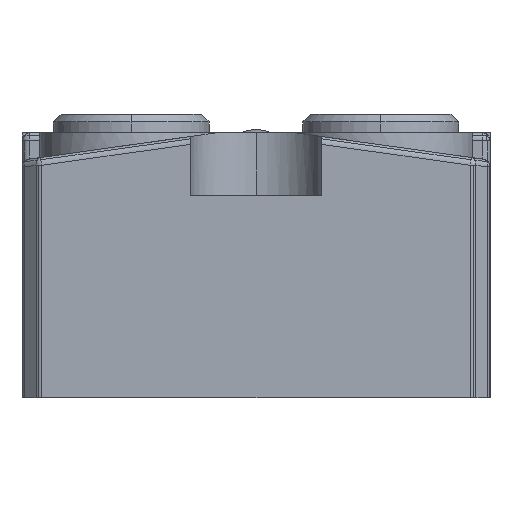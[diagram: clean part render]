
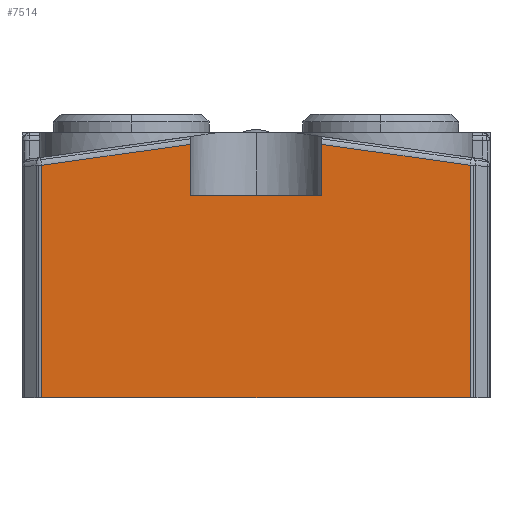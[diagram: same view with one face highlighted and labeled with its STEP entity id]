
A CAD part, front view. The second image highlights one B-rep face of the part: STEP entity #7514.
In plain terms, the highlighted planar face has unit normal (0, -1, 0).
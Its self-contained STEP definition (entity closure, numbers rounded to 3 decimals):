
#7462=AXIS2_PLACEMENT_3D('Plane Axis2P3D',#7459,#7460,#7461) ;
#3482=CARTESIAN_POINT('Vertex',(28.743,0.,0.)) ;
#3485=CARTESIAN_POINT('Line Origine',(15.,0.,0.)) ;
#3489=CARTESIAN_POINT('Vertex',(1.257,0.,0.)) ;
#7444=CARTESIAN_POINT('Vertex',(28.743,0.,14.915)) ;
#7447=CARTESIAN_POINT('Line Origine',(28.743,0.,0.)) ;
#7459=CARTESIAN_POINT('Axis2P3D Location',(30.,0.,0.)) ;
#7464=CARTESIAN_POINT('Line Origine',(6.029,0.,15.586)) ;
#7468=CARTESIAN_POINT('Vertex',(1.257,0.,14.915)) ;
#7470=CARTESIAN_POINT('Vertex',(10.8,0.,16.256)) ;
#7473=CARTESIAN_POINT('Line Origine',(1.257,0.,7.458)) ;
#7478=CARTESIAN_POINT('Line Origine',(23.971,0.,15.586)) ;
#7482=CARTESIAN_POINT('Vertex',(19.2,0.,16.256)) ;
#7485=CARTESIAN_POINT('Line Origine',(19.2,0.,14.628)) ;
#7489=CARTESIAN_POINT('Vertex',(19.2,0.,13.)) ;
#7492=CARTESIAN_POINT('Line Origine',(15.,0.,13.)) ;
#7496=CARTESIAN_POINT('Vertex',(10.8,0.,13.)) ;
#7499=CARTESIAN_POINT('Line Origine',(10.8,0.,14.628)) ;
#3486=DIRECTION('Vector Direction',(1.,0.,0.)) ;
#7448=DIRECTION('Vector Direction',(0.,0.,-1.)) ;
#7460=DIRECTION('Axis2P3D Direction',(0.,-1.,0.)) ;
#7461=DIRECTION('Axis2P3D XDirection',(0.,0.,-1.)) ;
#7465=DIRECTION('Vector Direction',(0.99,0.,0.139)) ;
#7474=DIRECTION('Vector Direction',(0.,0.,1.)) ;
#7479=DIRECTION('Vector Direction',(0.99,0.,-0.139)) ;
#7486=DIRECTION('Vector Direction',(0.,0.,-1.)) ;
#7493=DIRECTION('Vector Direction',(-1.,0.,0.)) ;
#7500=DIRECTION('Vector Direction',(0.,0.,1.)) ;
#3487=VECTOR('Line Direction',#3486,1.) ;
#7449=VECTOR('Line Direction',#7448,1.) ;
#7466=VECTOR('Line Direction',#7465,1.) ;
#7475=VECTOR('Line Direction',#7474,1.) ;
#7480=VECTOR('Line Direction',#7479,1.) ;
#7487=VECTOR('Line Direction',#7486,1.) ;
#7494=VECTOR('Line Direction',#7493,1.) ;
#7501=VECTOR('Line Direction',#7500,1.) ;
#7505=ORIENTED_EDGE('',*,*,#7472,.F.) ;
#7506=ORIENTED_EDGE('',*,*,#7477,.F.) ;
#7507=ORIENTED_EDGE('',*,*,#3491,.T.) ;
#7508=ORIENTED_EDGE('',*,*,#7451,.F.) ;
#7509=ORIENTED_EDGE('',*,*,#7484,.F.) ;
#7510=ORIENTED_EDGE('',*,*,#7491,.T.) ;
#7511=ORIENTED_EDGE('',*,*,#7498,.T.) ;
#7512=ORIENTED_EDGE('',*,*,#7503,.T.) ;
#7514=ADVANCED_FACE('Hauptk\X2\00F6\X0\rper',(#7513),#7463,.T.) ;
#3491=EDGE_CURVE('',#3490,#3483,#3488,.T.) ;
#7451=EDGE_CURVE('',#7445,#3483,#7450,.T.) ;
#7472=EDGE_CURVE('',#7469,#7471,#7467,.T.) ;
#7477=EDGE_CURVE('',#3490,#7469,#7476,.T.) ;
#7484=EDGE_CURVE('',#7483,#7445,#7481,.T.) ;
#7491=EDGE_CURVE('',#7483,#7490,#7488,.T.) ;
#7498=EDGE_CURVE('',#7490,#7497,#7495,.T.) ;
#7503=EDGE_CURVE('',#7497,#7471,#7502,.T.) ;
#7504=EDGE_LOOP('',(#7505,#7506,#7507,#7508,#7509,#7510,#7511,#7512)) ;
#7513=FACE_OUTER_BOUND('',#7504,.T.) ;
#3488=LINE('Line',#3485,#3487) ;
#7450=LINE('Line',#7447,#7449) ;
#7467=LINE('Line',#7464,#7466) ;
#7476=LINE('Line',#7473,#7475) ;
#7481=LINE('Line',#7478,#7480) ;
#7488=LINE('Line',#7485,#7487) ;
#7495=LINE('Line',#7492,#7494) ;
#7502=LINE('Line',#7499,#7501) ;
#7463=PLANE('',#7462) ;
#3483=VERTEX_POINT('',#3482) ;
#3490=VERTEX_POINT('',#3489) ;
#7445=VERTEX_POINT('',#7444) ;
#7469=VERTEX_POINT('',#7468) ;
#7471=VERTEX_POINT('',#7470) ;
#7483=VERTEX_POINT('',#7482) ;
#7490=VERTEX_POINT('',#7489) ;
#7497=VERTEX_POINT('',#7496) ;
